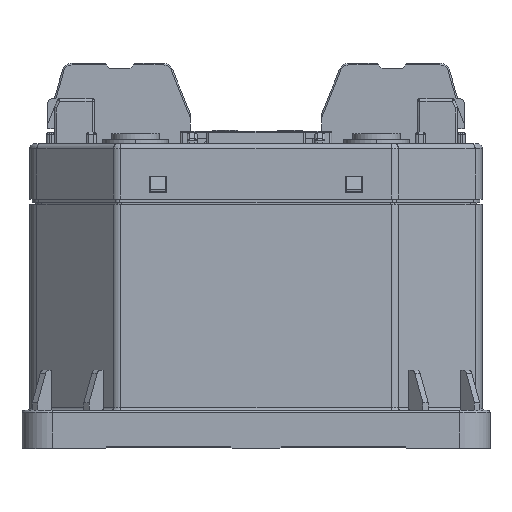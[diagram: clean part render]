
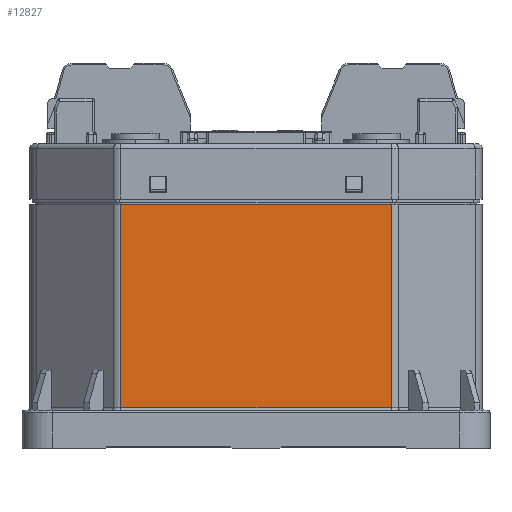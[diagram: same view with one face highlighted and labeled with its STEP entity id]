
A CAD part, top view. The second image highlights one B-rep face of the part: STEP entity #12827.
In plain terms, the highlighted face is planar.
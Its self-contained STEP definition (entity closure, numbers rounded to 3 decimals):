
#5922=DIRECTION('',(-1.,0.,0.));
#5923=VECTOR('',#5922,53.766);
#5924=CARTESIAN_POINT('',(26.883,-27.25,48.5));
#5925=LINE('',#5924,#5923);
#6330=DIRECTION('',(0.,0.,-1.));
#6331=VECTOR('',#6330,40.5);
#6332=CARTESIAN_POINT('',(-26.883,-27.25,48.5));
#6333=LINE('',#6332,#6331);
#6334=DIRECTION('',(0.,0.,1.));
#6335=VECTOR('',#6334,40.5);
#6336=CARTESIAN_POINT('',(26.883,-27.25,8.));
#6337=LINE('',#6336,#6335);
#6524=DIRECTION('',(1.,0.,0.));
#6525=VECTOR('',#6524,53.766);
#6526=CARTESIAN_POINT('',(-26.883,-27.25,8.));
#6527=LINE('',#6526,#6525);
#9233=CARTESIAN_POINT('',(26.883,-27.25,48.5));
#9234=VERTEX_POINT('',#9233);
#9235=CARTESIAN_POINT('',(-26.883,-27.25,48.5));
#9236=VERTEX_POINT('',#9235);
#9357=CARTESIAN_POINT('',(-26.883,-27.25,8.));
#9358=VERTEX_POINT('',#9357);
#9359=CARTESIAN_POINT('',(26.883,-27.25,8.));
#9360=VERTEX_POINT('',#9359);
#12814=CARTESIAN_POINT('',(-45.,-27.25,7.5));
#12815=DIRECTION('',(0.,-1.,0.));
#12816=DIRECTION('',(0.,0.,-1.));
#12817=AXIS2_PLACEMENT_3D('',#12814,#12815,#12816);
#12818=PLANE('',#12817);
#12819=ORIENTED_EDGE('',*,*,#12808,.F.);
#12820=ORIENTED_EDGE('',*,*,#12235,.F.);
#12822=ORIENTED_EDGE('',*,*,#12821,.F.);
#12824=ORIENTED_EDGE('',*,*,#12823,.F.);
#12825=EDGE_LOOP('',(#12819,#12820,#12822,#12824));
#12826=FACE_OUTER_BOUND('',#12825,.F.);
#12827=ADVANCED_FACE('',(#12826),#12818,.T.);
#12235=EDGE_CURVE('',#9234,#9236,#5925,.T.);
#12808=EDGE_CURVE('',#9236,#9358,#6333,.T.);
#12821=EDGE_CURVE('',#9360,#9234,#6337,.T.);
#12823=EDGE_CURVE('',#9358,#9360,#6527,.T.);
